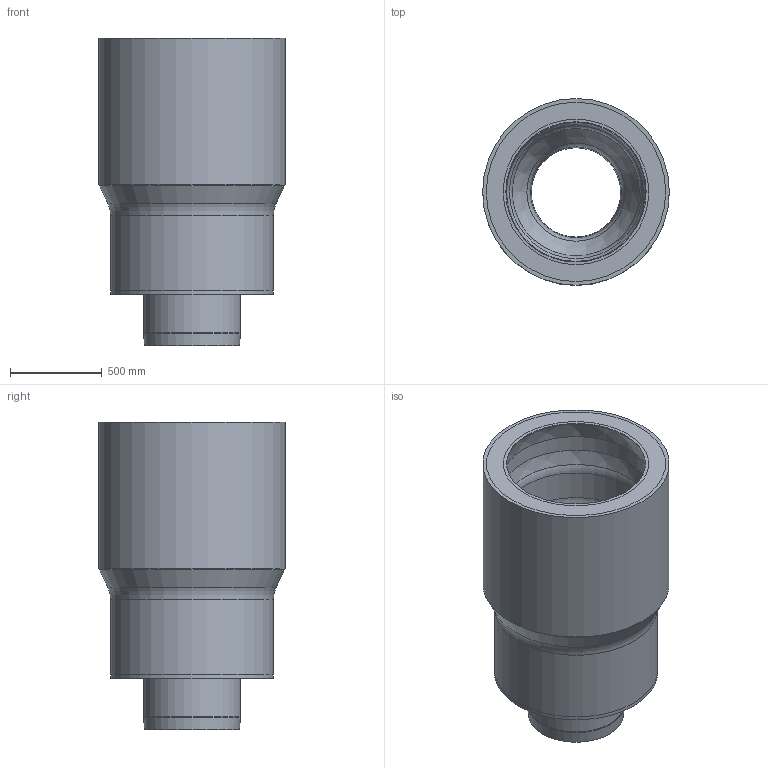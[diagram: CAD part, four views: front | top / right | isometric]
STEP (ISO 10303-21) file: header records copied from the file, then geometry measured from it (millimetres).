
FILE_DESCRIPTION(/* description */ (''),/* implementation_level */ '2;1');
FILE_NAME(/* name */ '58602.CB0X_3D.stp',/* time_stamp */ '2024-12-12T09:48:37+01:00',/* author */ ('CAD'),/* organization */ (''),/* preprocessor_version */ 'ST-DEVELOPER v20',/* originating_system */ 'AutoCAD Mechanical',/* authorisation */ '');
FILE_SCHEMA (('AUTOMOTIVE_DESIGN { 1 0 10303 214 3 1 1 }'));
Length unit declared in the file: centimetre
Products named in the file (2): Product; *S0
Assembly tree (1 placements, depth 2):
  Product
    *S0
Bounding box: 1020 x 1020 x 1680 mm (x, y, z)
Volume: 567856135.5 mm3; surface area: 24425491.4 mm2
Topology: 7 solids, 7 shells, 74 faces, 167 edges, 107 vertices
Faces by surface type: cylinder 24, torus 17, plane 14, cone 13, bspline 6
Full cylindrical faces by diameter (mm): 500 x1, 530 x3, 698 x1, 730 x2, 760 x1, 770 x1, 792 x2, 810 x1, 842 x3, 858 x3, 890 x2, 980 x3, 1020 x1
Entity records: 2350 total; most frequent: CARTESIAN_POINT 507, DIRECTION 439, ORIENTED_EDGE 334, AXIS2_PLACEMENT_3D 201, EDGE_CURVE 167, CIRCLE 130, VERTEX_POINT 107, EDGE_LOOP 88
